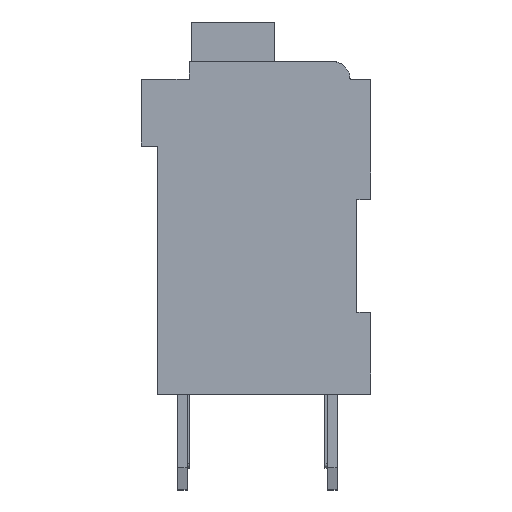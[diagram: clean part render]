
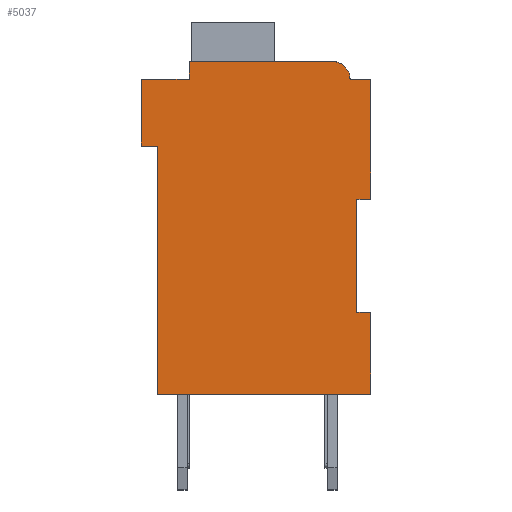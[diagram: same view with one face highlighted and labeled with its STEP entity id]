
A CAD part, top view. The second image highlights one B-rep face of the part: STEP entity #5037.
In plain terms, the highlighted planar face has unit normal (0, 0, 1).
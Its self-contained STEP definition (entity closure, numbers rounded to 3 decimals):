
#1522=DIRECTION('',(1.,0.,0.));
#1523=VECTOR('',#1522,0.5);
#1524=CARTESIAN_POINT('',(7.3,7.15,2.1));
#1525=LINE('',#1524,#1523);
#1526=DIRECTION('',(0.,1.,0.));
#1527=VECTOR('',#1526,4.15);
#1528=CARTESIAN_POINT('',(7.3,3.,2.1));
#1529=LINE('',#1528,#1527);
#1530=DIRECTION('',(-1.,0.,0.));
#1531=VECTOR('',#1530,0.5);
#1532=CARTESIAN_POINT('',(7.8,3.,2.1));
#1533=LINE('',#1532,#1531);
#1534=DIRECTION('',(0.,1.,0.));
#1535=VECTOR('',#1534,3.);
#1536=CARTESIAN_POINT('',(7.8,0.,2.1));
#1537=LINE('',#1536,#1535);
#1538=DIRECTION('',(1.,0.,0.));
#1539=VECTOR('',#1538,7.8);
#1540=CARTESIAN_POINT('',(0.,0.,2.1));
#1541=LINE('',#1540,#1539);
#1542=DIRECTION('',(0.,-1.,0.));
#1543=VECTOR('',#1542,9.1);
#1544=CARTESIAN_POINT('',(0.,9.1,2.1));
#1545=LINE('',#1544,#1543);
#1546=DIRECTION('',(1.,0.,0.));
#1547=VECTOR('',#1546,0.6);
#1548=CARTESIAN_POINT('',(-0.6,9.1,2.1));
#1549=LINE('',#1548,#1547);
#1550=DIRECTION('',(0.,-1.,0.));
#1551=VECTOR('',#1550,2.45);
#1552=CARTESIAN_POINT('',(-0.6,11.55,2.1));
#1553=LINE('',#1552,#1551);
#1554=DIRECTION('',(-1.,0.,0.));
#1555=VECTOR('',#1554,1.75);
#1556=CARTESIAN_POINT('',(1.15,11.55,2.1));
#1557=LINE('',#1556,#1555);
#1558=DIRECTION('',(0.,-1.,0.));
#1559=VECTOR('',#1558,0.65);
#1560=CARTESIAN_POINT('',(1.15,12.2,2.1));
#1561=LINE('',#1560,#1559);
#1562=DIRECTION('',(-1.,0.,0.));
#1563=VECTOR('',#1562,5.25);
#1564=CARTESIAN_POINT('',(6.4,12.2,2.1));
#1565=LINE('',#1564,#1563);
#1566=CARTESIAN_POINT('',(6.4,11.55,2.1));
#1567=DIRECTION('',(0.,0.,1.));
#1568=DIRECTION('',(1.,0.,0.));
#1569=AXIS2_PLACEMENT_3D('',#1566,#1567,#1568);
#1571=DIRECTION('',(-1.,0.,0.));
#1572=VECTOR('',#1571,0.75);
#1573=CARTESIAN_POINT('',(7.8,11.55,2.1));
#1574=LINE('',#1573,#1572);
#1575=DIRECTION('',(0.,1.,0.));
#1576=VECTOR('',#1575,4.4);
#1577=CARTESIAN_POINT('',(7.8,7.15,2.1));
#1578=LINE('',#1577,#1576);
#2289=CARTESIAN_POINT('',(7.3,7.15,2.1));
#2290=CARTESIAN_POINT('',(7.8,7.15,2.1));
#2291=VERTEX_POINT('',#2289);
#2292=VERTEX_POINT('',#2290);
#2293=CARTESIAN_POINT('',(7.8,11.55,2.1));
#2294=VERTEX_POINT('',#2293);
#2295=CARTESIAN_POINT('',(7.05,11.55,2.1));
#2296=VERTEX_POINT('',#2295);
#2297=CARTESIAN_POINT('',(6.4,12.2,2.1));
#2298=VERTEX_POINT('',#2297);
#2299=CARTESIAN_POINT('',(1.15,12.2,2.1));
#2300=VERTEX_POINT('',#2299);
#2301=CARTESIAN_POINT('',(1.15,11.55,2.1));
#2302=VERTEX_POINT('',#2301);
#2303=CARTESIAN_POINT('',(-0.6,11.55,2.1));
#2304=VERTEX_POINT('',#2303);
#2305=CARTESIAN_POINT('',(-0.6,9.1,2.1));
#2306=VERTEX_POINT('',#2305);
#2307=CARTESIAN_POINT('',(0.,9.1,2.1));
#2308=VERTEX_POINT('',#2307);
#2309=CARTESIAN_POINT('',(0.,0.,2.1));
#2310=VERTEX_POINT('',#2309);
#2311=CARTESIAN_POINT('',(7.8,0.,2.1));
#2312=VERTEX_POINT('',#2311);
#2313=CARTESIAN_POINT('',(7.8,3.,2.1));
#2314=VERTEX_POINT('',#2313);
#2315=CARTESIAN_POINT('',(7.3,3.,2.1));
#2316=VERTEX_POINT('',#2315);
#5016=CARTESIAN_POINT('',(0.,0.,2.1));
#5017=DIRECTION('',(0.,0.,1.));
#5018=DIRECTION('',(1.,0.,0.));
#5019=AXIS2_PLACEMENT_3D('',#5016,#5017,#5018);
#5020=PLANE('',#5019);
#5021=ORIENTED_EDGE('',*,*,#3014,.F.);
#5022=ORIENTED_EDGE('',*,*,#3217,.F.);
#5023=ORIENTED_EDGE('',*,*,#3277,.F.);
#5024=ORIENTED_EDGE('',*,*,#3334,.F.);
#5025=ORIENTED_EDGE('',*,*,#3411,.F.);
#5026=ORIENTED_EDGE('',*,*,#3524,.F.);
#5027=ORIENTED_EDGE('',*,*,#4001,.F.);
#5028=ORIENTED_EDGE('',*,*,#4070,.F.);
#5029=ORIENTED_EDGE('',*,*,#4157,.F.);
#5030=ORIENTED_EDGE('',*,*,#4376,.F.);
#5031=ORIENTED_EDGE('',*,*,#4536,.F.);
#5032=ORIENTED_EDGE('',*,*,#4208,.F.);
#5033=ORIENTED_EDGE('',*,*,#4297,.F.);
#5034=ORIENTED_EDGE('',*,*,#3113,.F.);
#5035=EDGE_LOOP('',(#5021,#5022,#5023,#5024,#5025,#5026,#5027,#5028,#5029,#5030,
#5031,#5032,#5033,#5034));
#5036=FACE_OUTER_BOUND('',#5035,.F.);
#1570=CIRCLE('',#1569,0.65);
#3014=EDGE_CURVE('',#2291,#2292,#1525,.T.);
#3113=EDGE_CURVE('',#2292,#2294,#1578,.T.);
#3217=EDGE_CURVE('',#2316,#2291,#1529,.T.);
#3277=EDGE_CURVE('',#2314,#2316,#1533,.T.);
#3334=EDGE_CURVE('',#2312,#2314,#1537,.T.);
#3411=EDGE_CURVE('',#2310,#2312,#1541,.T.);
#3524=EDGE_CURVE('',#2308,#2310,#1545,.T.);
#4001=EDGE_CURVE('',#2306,#2308,#1549,.T.);
#4070=EDGE_CURVE('',#2304,#2306,#1553,.T.);
#4157=EDGE_CURVE('',#2302,#2304,#1557,.T.);
#4208=EDGE_CURVE('',#2296,#2298,#1570,.T.);
#4297=EDGE_CURVE('',#2294,#2296,#1574,.T.);
#4376=EDGE_CURVE('',#2300,#2302,#1561,.T.);
#4536=EDGE_CURVE('',#2298,#2300,#1565,.T.);
#5037=ADVANCED_FACE('',(#5036),#5020,.T.);
